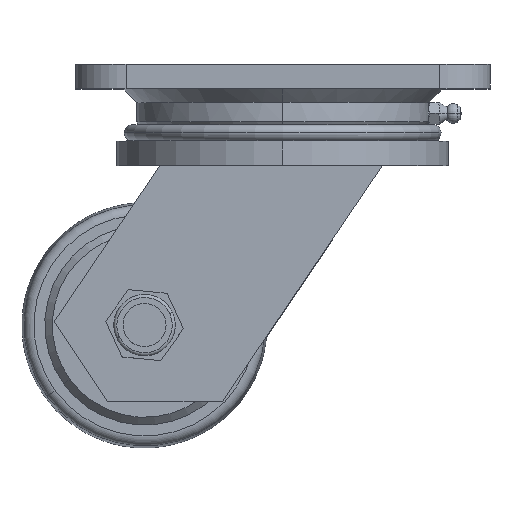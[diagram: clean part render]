
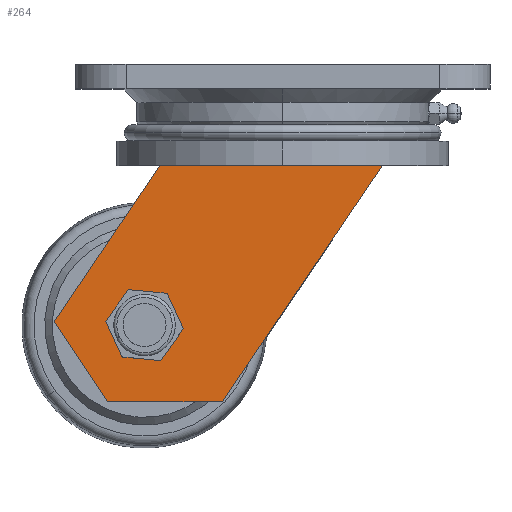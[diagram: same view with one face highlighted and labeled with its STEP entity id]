
A CAD part, top view. The second image highlights one B-rep face of the part: STEP entity #264.
In plain terms, the highlighted planar face has unit normal (0, 0, 1).
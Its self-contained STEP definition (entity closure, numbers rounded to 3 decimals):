
#264 = ADVANCED_FACE ( 'NONE', ( #3046, #3047 ), #3314, .F. ) ;
#483 = VERTEX_POINT ( 'NONE', #3634 ) ;
#484 = VERTEX_POINT ( 'NONE', #3635 ) ;
#487 = VERTEX_POINT ( 'NONE', #3638 ) ;
#489 = VERTEX_POINT ( 'NONE', #3640 ) ;
#491 = VERTEX_POINT ( 'NONE', #3642 ) ;
#493 = VERTEX_POINT ( 'NONE', #3644 ) ;
#494 = VERTEX_POINT ( 'NONE', #3645 ) ;
#495 = VERTEX_POINT ( 'NONE', #3646 ) ;
#496 = VERTEX_POINT ( 'NONE', #3647 ) ;
#497 = VERTEX_POINT ( 'NONE', #3648 ) ;
#498 = VERTEX_POINT ( 'NONE', #3649 ) ;
#1235 = ORIENTED_EDGE ( 'NONE', *, *, #1638, .T. ) ;
#1237 = ORIENTED_EDGE ( 'NONE', *, *, #1639, .T. ) ;
#1238 = ORIENTED_EDGE ( 'NONE', *, *, #1637, .T. ) ;
#1239 = ORIENTED_EDGE ( 'NONE', *, *, #1640, .F. ) ;
#1240 = ORIENTED_EDGE ( 'NONE', *, *, #1641, .F. ) ;
#1241 = ORIENTED_EDGE ( 'NONE', *, *, #1642, .F. ) ;
#1242 = ORIENTED_EDGE ( 'NONE', *, *, #1625, .F. ) ;
#1243 = ORIENTED_EDGE ( 'NONE', *, *, #1643, .F. ) ;
#1244 = ORIENTED_EDGE ( 'NONE', *, *, #1634, .F. ) ;
#1245 = ORIENTED_EDGE ( 'NONE', *, *, #1631, .F. ) ;
#1246 = ORIENTED_EDGE ( 'NONE', *, *, #1628, .F. ) ;
#1625 = EDGE_CURVE ( 'NONE', #483, #484, #5412, .T. ) ;
#1628 = EDGE_CURVE ( 'NONE', #487, #483, #5415, .T. ) ;
#1631 = EDGE_CURVE ( 'NONE', #489, #487, #5418, .T. ) ;
#1634 = EDGE_CURVE ( 'NONE', #491, #489, #5421, .T. ) ;
#1637 = EDGE_CURVE ( 'NONE', #494, #495, #5424, .T. ) ;
#1638 = EDGE_CURVE ( 'NONE', #493, #494, #5425, .T. ) ;
#1639 = EDGE_CURVE ( 'NONE', #495, #496, #5426, .T. ) ;
#1640 = EDGE_CURVE ( 'NONE', #497, #496, #5427, .T. ) ;
#1641 = EDGE_CURVE ( 'NONE', #498, #497, #5428, .T. ) ;
#1642 = EDGE_CURVE ( 'NONE', #493, #498, #5429, .T. ) ;
#1643 = EDGE_CURVE ( 'NONE', #484, #491, #5430, .T. ) ;
#2774 = EDGE_LOOP ( 'NONE', ( #1235, #1238, #1237, #1239, #1240, #1241 ) ) ;
#2796 = EDGE_LOOP ( 'NONE', ( #1244, #1243, #1242, #1246, #1245 ) ) ;
#3046 = FACE_BOUND ( 'NONE', #2774, .T. ) ;
#3047 = FACE_OUTER_BOUND ( 'NONE', #2796, .T. ) ;
#3314 = PLANE ( 'NONE',  #3829 ) ;
#3315 = CARTESIAN_POINT ( 'NONE',  ( -110.982, -104.027, 35.5 ) ) ;
#3316 = DIRECTION ( 'NONE',  ( 0., 0., -1. ) ) ;
#3317 = DIRECTION ( 'NONE',  ( -0.561, -0.828, 0. ) ) ;
#3634 = CARTESIAN_POINT ( 'NONE',  ( -146.735, -49.82, 35.5 ) ) ;
#3635 = CARTESIAN_POINT ( 'NONE',  ( -112.324, 0.984, 35.5 ) ) ;
#3638 = CARTESIAN_POINT ( 'NONE',  ( -129.457, -76.016, 35.5 ) ) ;
#3640 = CARTESIAN_POINT ( 'NONE',  ( -92.01, -76.016, 35.5 ) ) ;
#3642 = CARTESIAN_POINT ( 'NONE',  ( -39.856, 0.984, 35.5 ) ) ;
#3644 = CARTESIAN_POINT ( 'NONE',  ( -104.706, -52.225, 35.5 ) ) ;
#3645 = CARTESIAN_POINT ( 'NONE',  ( -112.076, -62.57, 35.5 ) ) ;
#3646 = CARTESIAN_POINT ( 'NONE',  ( -124.72, -61.361, 35.5 ) ) ;
#3647 = CARTESIAN_POINT ( 'NONE',  ( -129.994, -49.806, 35.5 ) ) ;
#3648 = CARTESIAN_POINT ( 'NONE',  ( -122.624, -39.461, 35.5 ) ) ;
#3649 = CARTESIAN_POINT ( 'NONE',  ( -109.98, -40.671, 35.5 ) ) ;
#3829 = AXIS2_PLACEMENT_3D ( 'NONE', #3315, #3316, #3317 ) ;
#4312 = VECTOR ( 'NONE', #6502, 1000. ) ;
#4315 = VECTOR ( 'NONE', #6508, 1000. ) ;
#4318 = VECTOR ( 'NONE', #6514, 1000. ) ;
#4321 = VECTOR ( 'NONE', #6520, 1000. ) ;
#4324 = VECTOR ( 'NONE', #6526, 1000. ) ;
#4325 = VECTOR ( 'NONE', #6528, 1000. ) ;
#4326 = VECTOR ( 'NONE', #6530, 1000. ) ;
#4327 = VECTOR ( 'NONE', #6532, 1000. ) ;
#4328 = VECTOR ( 'NONE', #6534, 1000. ) ;
#4329 = VECTOR ( 'NONE', #6536, 1000. ) ;
#4330 = VECTOR ( 'NONE', #6538, 1000. ) ;
#5412 = LINE ( 'NONE', #6501, #4312 ) ;
#5415 = LINE ( 'NONE', #6507, #4315 ) ;
#5418 = LINE ( 'NONE', #6513, #4318 ) ;
#5421 = LINE ( 'NONE', #6519, #4321 ) ;
#5424 = LINE ( 'NONE', #6525, #4324 ) ;
#5425 = LINE ( 'NONE', #6527, #4325 ) ;
#5426 = LINE ( 'NONE', #6529, #4326 ) ;
#5427 = LINE ( 'NONE', #6531, #4327 ) ;
#5428 = LINE ( 'NONE', #6533, #4328 ) ;
#5429 = LINE ( 'NONE', #6535, #4329 ) ;
#5430 = LINE ( 'NONE', #6537, #4330 ) ;
#6501 = CARTESIAN_POINT ( 'NONE',  ( -112.324, 0.984, 35.5 ) ) ;
#6502 = DIRECTION ( 'NONE',  ( 0.561, 0.828, 0. ) ) ;
#6507 = CARTESIAN_POINT ( 'NONE',  ( -146.735, -49.82, 35.5 ) ) ;
#6508 = DIRECTION ( 'NONE',  ( -0.551, 0.835, 0. ) ) ;
#6513 = CARTESIAN_POINT ( 'NONE',  ( -129.457, -76.016, 35.5 ) ) ;
#6514 = DIRECTION ( 'NONE',  ( -1., 0., 0. ) ) ;
#6519 = CARTESIAN_POINT ( 'NONE',  ( -92.01, -76.016, 35.5 ) ) ;
#6520 = DIRECTION ( 'NONE',  ( -0.561, -0.828, 0. ) ) ;
#6525 = CARTESIAN_POINT ( 'NONE',  ( -118.398, -61.965, 35.5 ) ) ;
#6526 = DIRECTION ( 'NONE',  ( -0.995, 0.095, 0. ) ) ;
#6527 = CARTESIAN_POINT ( 'NONE',  ( -108.391, -57.398, 35.5 ) ) ;
#6528 = DIRECTION ( 'NONE',  ( -0.58, -0.814, 0. ) ) ;
#6529 = CARTESIAN_POINT ( 'NONE',  ( -127.357, -55.583, 35.5 ) ) ;
#6530 = DIRECTION ( 'NONE',  ( -0.415, 0.91, 0. ) ) ;
#6531 = CARTESIAN_POINT ( 'NONE',  ( -126.309, -44.633, 35.5 ) ) ;
#6532 = DIRECTION ( 'NONE',  ( -0.58, -0.814, 0. ) ) ;
#6533 = CARTESIAN_POINT ( 'NONE',  ( -116.302, -40.066, 35.5 ) ) ;
#6534 = DIRECTION ( 'NONE',  ( -0.995, 0.095, 0. ) ) ;
#6535 = CARTESIAN_POINT ( 'NONE',  ( -107.343, -46.448, 35.5 ) ) ;
#6536 = DIRECTION ( 'NONE',  ( -0.415, 0.91, 0. ) ) ;
#6537 = CARTESIAN_POINT ( 'NONE',  ( -39.856, 0.984, 35.5 ) ) ;
#6538 = DIRECTION ( 'NONE',  ( 1., 0., 0. ) ) ;
